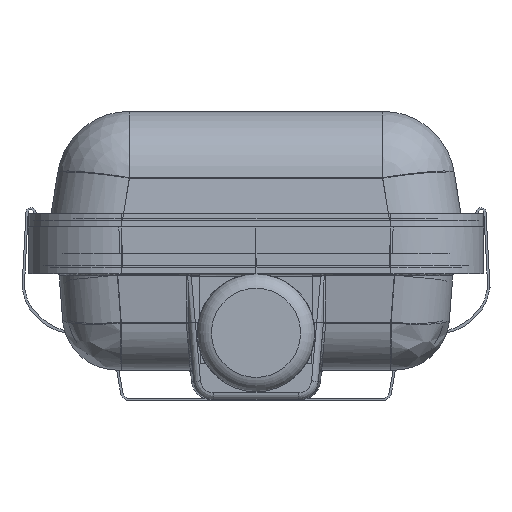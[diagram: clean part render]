
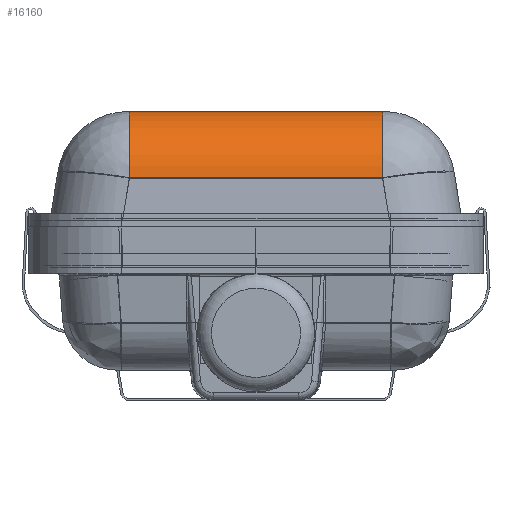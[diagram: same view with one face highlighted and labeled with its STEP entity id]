
A CAD part, front view. The second image highlights one B-rep face of the part: STEP entity #16160.
In plain terms, the highlighted cylindrical face has radius 16 mm (diameter 32 mm), a partial arc.
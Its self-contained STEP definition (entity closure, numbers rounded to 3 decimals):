
#157 = DIRECTION ( 'NONE',  ( 0., 1., 0. ) ) ;
#598 = EDGE_CURVE ( 'NONE', #3742, #30095, #4450, .T. ) ;
#1435 = AXIS2_PLACEMENT_3D ( 'NONE', #8133, #25892, #157 ) ;
#1449 = ORIENTED_EDGE ( 'NONE', *, *, #25106, .T. ) ;
#2652 = EDGE_CURVE ( 'NONE', #30095, #9859, #8955, .T. ) ;
#3742 = VERTEX_POINT ( 'NONE', #9594 ) ;
#4450 = CIRCLE ( 'NONE', #1435, 16. ) ;
#4654 = CARTESIAN_POINT ( 'NONE',  ( 27.922, 610.563, -63.756 ) ) ;
#6070 = ORIENTED_EDGE ( 'NONE', *, *, #598, .F. ) ;
#8133 = CARTESIAN_POINT ( 'NONE',  ( -27.922, 609.804, -47.774 ) ) ;
#8626 = AXIS2_PLACEMENT_3D ( 'NONE', #20547, #32758, #24755 ) ;
#8955 = LINE ( 'NONE', #31835, #25505 ) ;
#9259 = CIRCLE ( 'NONE', #30574, 16. ) ;
#9438 = DIRECTION ( 'NONE',  ( 1., 0., 0. ) ) ;
#9485 = ORIENTED_EDGE ( 'NONE', *, *, #16719, .T. ) ;
#9594 = CARTESIAN_POINT ( 'NONE',  ( -27.922, 625.743, -49.169 ) ) ;
#9859 = VERTEX_POINT ( 'NONE', #4654 ) ;
#12128 = VERTEX_POINT ( 'NONE', #32922 ) ;
#15021 = FACE_OUTER_BOUND ( 'NONE', #25242, .T. ) ;
#16160 = ADVANCED_FACE ( 'NONE', ( #15021 ), #26701, .T. ) ;
#16719 = EDGE_CURVE ( 'NONE', #12128, #9859, #9259, .T. ) ;
#20307 = VECTOR ( 'NONE', #9438, 1000. ) ;
#20547 = CARTESIAN_POINT ( 'NONE',  ( 180.75, 609.804, -47.774 ) ) ;
#21833 = CARTESIAN_POINT ( 'NONE',  ( 180.75, 625.743, -49.169 ) ) ;
#22797 = ORIENTED_EDGE ( 'NONE', *, *, #2652, .F. ) ;
#24755 = DIRECTION ( 'NONE',  ( 0., 1., 0. ) ) ;
#25106 = EDGE_CURVE ( 'NONE', #3742, #12128, #35923, .T. ) ;
#25242 = EDGE_LOOP ( 'NONE', ( #6070, #1449, #9485, #22797 ) ) ;
#25505 = VECTOR ( 'NONE', #26352, 1000. ) ;
#25892 = DIRECTION ( 'NONE',  ( -1., 0., 0. ) ) ;
#26093 = DIRECTION ( 'NONE',  ( 0., 1., 0. ) ) ;
#26352 = DIRECTION ( 'NONE',  ( 1., 0., 0. ) ) ;
#26701 = CYLINDRICAL_SURFACE ( 'NONE', #8626, 16. ) ;
#28407 = CARTESIAN_POINT ( 'NONE',  ( -27.922, 610.563, -63.756 ) ) ;
#28770 = CARTESIAN_POINT ( 'NONE',  ( 27.922, 609.804, -47.774 ) ) ;
#29327 = DIRECTION ( 'NONE',  ( -1., 0., 0. ) ) ;
#30095 = VERTEX_POINT ( 'NONE', #28407 ) ;
#30574 = AXIS2_PLACEMENT_3D ( 'NONE', #28770, #29327, #26093 ) ;
#31835 = CARTESIAN_POINT ( 'NONE',  ( 180.75, 610.563, -63.756 ) ) ;
#32758 = DIRECTION ( 'NONE',  ( 1., 0., 0. ) ) ;
#32922 = CARTESIAN_POINT ( 'NONE',  ( 27.922, 625.743, -49.169 ) ) ;
#35923 = LINE ( 'NONE', #21833, #20307 ) ;
